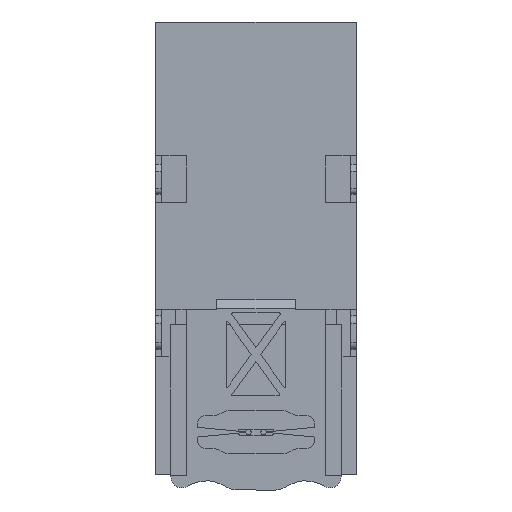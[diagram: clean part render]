
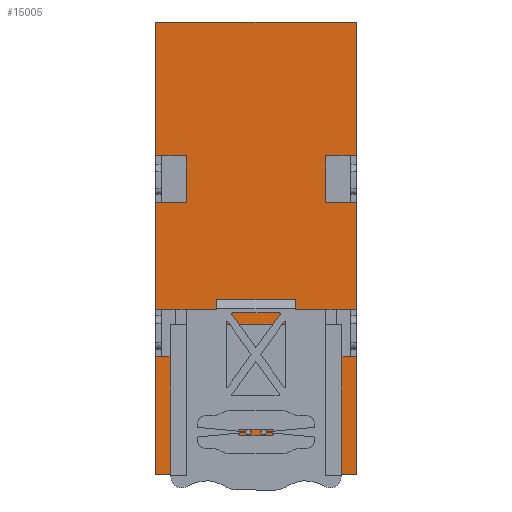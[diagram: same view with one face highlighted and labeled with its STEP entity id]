
A CAD part, left-side view. The second image highlights one B-rep face of the part: STEP entity #15005.
In plain terms, the highlighted planar face has unit normal (-1, 0, 0).
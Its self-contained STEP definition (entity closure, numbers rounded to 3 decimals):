
#13866=CARTESIAN_POINT('',(-99.8,55.5,88.2));
#13867=VERTEX_POINT('',#13866);
#13874=CARTESIAN_POINT('',(-99.8,55.5,125.2));
#13875=VERTEX_POINT('',#13874);
#13876=CARTESIAN_POINT('',(-99.8,55.5,88.2));
#13877=DIRECTION('',(0.0,0.0,1.0));
#13878=VECTOR('',#13877,37.);
#13879=LINE('',#13876,#13878);
#13880=EDGE_CURVE('',#13867,#13875,#13879,.T.);
#13923=CARTESIAN_POINT('',(-99.8,55.5,0.0));
#13924=VERTEX_POINT('',#13923);
#13931=CARTESIAN_POINT('',(-99.8,55.5,32.75));
#13932=VERTEX_POINT('',#13931);
#13933=CARTESIAN_POINT('',(-99.8,55.5,0.0));
#13934=DIRECTION('',(0.0,0.0,1.0));
#13935=VECTOR('',#13934,32.75);
#13936=LINE('',#13933,#13935);
#13937=EDGE_CURVE('',#13924,#13932,#13936,.T.);
#14005=CARTESIAN_POINT('',(-99.8,55.5,45.75));
#14006=VERTEX_POINT('',#14005);
#14013=CARTESIAN_POINT('',(-99.8,55.5,75.2));
#14014=VERTEX_POINT('',#14013);
#14015=CARTESIAN_POINT('',(-99.8,55.5,45.75));
#14016=DIRECTION('',(0.0,0.0,1.0));
#14017=VECTOR('',#14016,29.45);
#14018=LINE('',#14015,#14017);
#14019=EDGE_CURVE('',#14006,#14014,#14018,.T.);
#14282=CARTESIAN_POINT('',(-99.8,0.0,75.2));
#14283=VERTEX_POINT('',#14282);
#14290=CARTESIAN_POINT('',(-99.8,0.0,45.75));
#14291=VERTEX_POINT('',#14290);
#14292=CARTESIAN_POINT('',(-99.8,0.0,45.75));
#14293=DIRECTION('',(0.0,0.0,1.0));
#14294=VECTOR('',#14293,29.45);
#14295=LINE('',#14292,#14294);
#14296=EDGE_CURVE('',#14291,#14283,#14295,.T.);
#14364=CARTESIAN_POINT('',(-99.8,0.0,32.75));
#14365=VERTEX_POINT('',#14364);
#14372=CARTESIAN_POINT('',(-99.8,0.0,0.0));
#14373=VERTEX_POINT('',#14372);
#14374=CARTESIAN_POINT('',(-99.8,0.0,0.0));
#14375=DIRECTION('',(0.0,0.0,1.0));
#14376=VECTOR('',#14375,32.75);
#14377=LINE('',#14374,#14376);
#14378=EDGE_CURVE('',#14373,#14365,#14377,.T.);
#14421=CARTESIAN_POINT('',(-99.8,0.0,125.2));
#14422=VERTEX_POINT('',#14421);
#14429=CARTESIAN_POINT('',(-99.8,0.0,88.2));
#14430=VERTEX_POINT('',#14429);
#14431=CARTESIAN_POINT('',(-99.8,0.0,88.2));
#14432=DIRECTION('',(0.0,0.0,1.0));
#14433=VECTOR('',#14432,37.);
#14434=LINE('',#14431,#14433);
#14435=EDGE_CURVE('',#14430,#14422,#14434,.T.);
#14870=CARTESIAN_POINT('',(-99.8,0.0,0.0));
#14871=DIRECTION('',(-1.0,0.0,0.0));
#14872=DIRECTION('',(0.0,0.0,1.0));
#14873=AXIS2_PLACEMENT_3D('',#14870,#14871,#14872);
#14874=PLANE('',#14873);
#14875=CARTESIAN_POINT('',(-99.8,47.0,88.2));
#14876=VERTEX_POINT('',#14875);
#14877=CARTESIAN_POINT('',(-99.8,55.5,88.2));
#14878=DIRECTION('',(0.0,-1.0,0.0));
#14879=VECTOR('',#14878,8.5);
#14880=LINE('',#14877,#14879);
#14881=EDGE_CURVE('',#13867,#14876,#14880,.T.);
#14882=ORIENTED_EDGE('',*,*,#14881,.T.);
#14883=CARTESIAN_POINT('',(-99.8,47.0,75.2));
#14884=VERTEX_POINT('',#14883);
#14885=CARTESIAN_POINT('',(-99.8,47.0,88.2));
#14886=DIRECTION('',(0.0,0.0,-1.0));
#14887=VECTOR('',#14886,13.);
#14888=LINE('',#14885,#14887);
#14889=EDGE_CURVE('',#14876,#14884,#14888,.T.);
#14890=ORIENTED_EDGE('',*,*,#14889,.T.);
#14891=CARTESIAN_POINT('',(-99.8,47.0,75.2));
#14892=DIRECTION('',(0.0,1.0,0.0));
#14893=VECTOR('',#14892,8.5);
#14894=LINE('',#14891,#14893);
#14895=EDGE_CURVE('',#14884,#14014,#14894,.T.);
#14896=ORIENTED_EDGE('',*,*,#14895,.T.);
#14897=ORIENTED_EDGE('',*,*,#14019,.F.);
#14898=CARTESIAN_POINT('',(-99.8,47.0,45.75));
#14899=VERTEX_POINT('',#14898);
#14900=CARTESIAN_POINT('',(-99.8,55.5,45.75));
#14901=DIRECTION('',(0.0,-1.0,0.0));
#14902=VECTOR('',#14901,8.5);
#14903=LINE('',#14900,#14902);
#14904=EDGE_CURVE('',#14006,#14899,#14903,.T.);
#14905=ORIENTED_EDGE('',*,*,#14904,.T.);
#14906=CARTESIAN_POINT('',(-99.8,47.0,32.75));
#14907=VERTEX_POINT('',#14906);
#14908=CARTESIAN_POINT('',(-99.8,47.0,45.75));
#14909=DIRECTION('',(0.0,0.0,-1.0));
#14910=VECTOR('',#14909,13.);
#14911=LINE('',#14908,#14910);
#14912=EDGE_CURVE('',#14899,#14907,#14911,.T.);
#14913=ORIENTED_EDGE('',*,*,#14912,.T.);
#14914=CARTESIAN_POINT('',(-99.8,47.0,32.75));
#14915=DIRECTION('',(0.0,1.0,0.0));
#14916=VECTOR('',#14915,8.5);
#14917=LINE('',#14914,#14916);
#14918=EDGE_CURVE('',#14907,#13932,#14917,.T.);
#14919=ORIENTED_EDGE('',*,*,#14918,.T.);
#14920=ORIENTED_EDGE('',*,*,#13937,.F.);
#14921=CARTESIAN_POINT('',(-99.8,0.0,0.0));
#14922=DIRECTION('',(0.0,1.0,0.0));
#14923=VECTOR('',#14922,55.5);
#14924=LINE('',#14921,#14923);
#14925=EDGE_CURVE('',#14373,#13924,#14924,.T.);
#14926=ORIENTED_EDGE('',*,*,#14925,.F.);
#14927=ORIENTED_EDGE('',*,*,#14378,.T.);
#14928=CARTESIAN_POINT('',(-99.8,8.5,32.75));
#14929=VERTEX_POINT('',#14928);
#14930=CARTESIAN_POINT('',(-99.8,0.0,32.75));
#14931=DIRECTION('',(0.0,1.0,0.0));
#14932=VECTOR('',#14931,8.5);
#14933=LINE('',#14930,#14932);
#14934=EDGE_CURVE('',#14365,#14929,#14933,.T.);
#14935=ORIENTED_EDGE('',*,*,#14934,.T.);
#14936=CARTESIAN_POINT('',(-99.8,8.5,45.75));
#14937=VERTEX_POINT('',#14936);
#14938=CARTESIAN_POINT('',(-99.8,8.5,32.75));
#14939=DIRECTION('',(0.0,0.0,1.0));
#14940=VECTOR('',#14939,13.);
#14941=LINE('',#14938,#14940);
#14942=EDGE_CURVE('',#14929,#14937,#14941,.T.);
#14943=ORIENTED_EDGE('',*,*,#14942,.T.);
#14944=CARTESIAN_POINT('',(-99.8,8.5,45.75));
#14945=DIRECTION('',(0.0,-1.0,0.0));
#14946=VECTOR('',#14945,8.5);
#14947=LINE('',#14944,#14946);
#14948=EDGE_CURVE('',#14937,#14291,#14947,.T.);
#14949=ORIENTED_EDGE('',*,*,#14948,.T.);
#14950=ORIENTED_EDGE('',*,*,#14296,.T.);
#14951=CARTESIAN_POINT('',(-99.8,8.5,75.2));
#14952=VERTEX_POINT('',#14951);
#14953=CARTESIAN_POINT('',(-99.8,0.0,75.2));
#14954=DIRECTION('',(0.0,1.0,0.0));
#14955=VECTOR('',#14954,8.5);
#14956=LINE('',#14953,#14955);
#14957=EDGE_CURVE('',#14283,#14952,#14956,.T.);
#14958=ORIENTED_EDGE('',*,*,#14957,.T.);
#14959=CARTESIAN_POINT('',(-99.8,8.5,88.2));
#14960=VERTEX_POINT('',#14959);
#14961=CARTESIAN_POINT('',(-99.8,8.5,75.2));
#14962=DIRECTION('',(0.0,0.0,1.0));
#14963=VECTOR('',#14962,13.);
#14964=LINE('',#14961,#14963);
#14965=EDGE_CURVE('',#14952,#14960,#14964,.T.);
#14966=ORIENTED_EDGE('',*,*,#14965,.T.);
#14967=CARTESIAN_POINT('',(-99.8,8.5,88.2));
#14968=DIRECTION('',(0.0,-1.0,0.0));
#14969=VECTOR('',#14968,8.5);
#14970=LINE('',#14967,#14969);
#14971=EDGE_CURVE('',#14960,#14430,#14970,.T.);
#14972=ORIENTED_EDGE('',*,*,#14971,.T.);
#14973=ORIENTED_EDGE('',*,*,#14435,.T.);
#14974=CARTESIAN_POINT('',(-99.8,0.0,125.2));
#14975=DIRECTION('',(0.0,1.0,0.0));
#14976=VECTOR('',#14975,55.5);
#14977=LINE('',#14974,#14976);
#14978=EDGE_CURVE('',#14422,#13875,#14977,.T.);
#14979=ORIENTED_EDGE('',*,*,#14978,.T.);
#14980=ORIENTED_EDGE('',*,*,#13880,.F.);
#14981=EDGE_LOOP('',(#14882,#14890,#14896,#14897,#14905,#14913,#14919,#14920,#14926,#14927,#14935,#14943,#14949,#14950,#14958,#14966,#14972,#14973,#14979,#14980));
#14982=FACE_OUTER_BOUND('',#14981,.T.);
#14983=CARTESIAN_POINT('',(-99.8,13.75,26.0));
#14984=VERTEX_POINT('',#14983);
#14985=CARTESIAN_POINT('',(-99.8,13.75,24.5));
#14986=DIRECTION('',(1.0,0.0,0.0));
#14987=DIRECTION('',(0.0,0.0,-1.0));
#14988=AXIS2_PLACEMENT_3D('',#14985,#14986,#14987);
#14989=CIRCLE('',#14988,1.5);
#14990=EDGE_CURVE('',#14984,#14984,#14989,.T.);
#14991=ORIENTED_EDGE('',*,*,#14990,.T.);
#14992=EDGE_LOOP('',(#14991));
#14993=FACE_BOUND('',#14992,.T.);
#14994=CARTESIAN_POINT('',(-99.8,41.75,26.0));
#14995=VERTEX_POINT('',#14994);
#14996=CARTESIAN_POINT('',(-99.8,41.75,24.5));
#14997=DIRECTION('',(1.0,0.0,0.0));
#14998=DIRECTION('',(0.0,0.0,-1.0));
#14999=AXIS2_PLACEMENT_3D('',#14996,#14997,#14998);
#15000=CIRCLE('',#14999,1.5);
#15001=EDGE_CURVE('',#14995,#14995,#15000,.T.);
#15002=ORIENTED_EDGE('',*,*,#15001,.T.);
#15003=EDGE_LOOP('',(#15002));
#15004=FACE_BOUND('',#15003,.T.);
#15005=ADVANCED_FACE('',(#14982,#14993,#15004),#14874,.T.);
